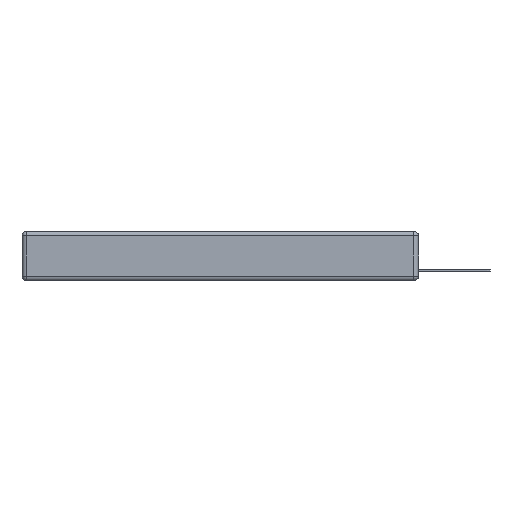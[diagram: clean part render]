
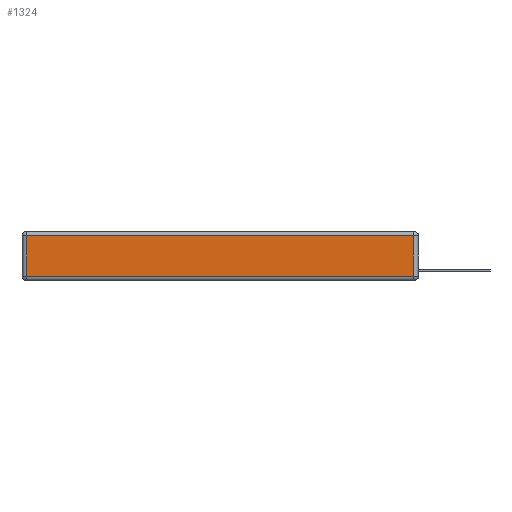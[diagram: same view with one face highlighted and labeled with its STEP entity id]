
A CAD part, left-side view. The second image highlights one B-rep face of the part: STEP entity #1324.
In plain terms, the highlighted planar face has unit normal (-1, 0, 0).
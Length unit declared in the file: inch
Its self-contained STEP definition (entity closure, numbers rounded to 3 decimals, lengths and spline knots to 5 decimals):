
#517 = LINE ( 'NONE', #3737, #11505 ) ;
#519 = LINE ( 'NONE', #3986, #6536 ) ;
#1063 = LINE ( 'NONE', #2350, #9756 ) ;
#1317 = CARTESIAN_POINT ( 'NONE',  ( 0., 2.75, -0.03 ) ) ;
#1324 = ADVANCED_FACE ( 'NONE', ( #2614 ), #8624, .T. ) ;
#1641 = VERTEX_POINT ( 'NONE', #9379 ) ;
#1838 = ORIENTED_EDGE ( 'NONE', *, *, #10695, .T. ) ;
#2154 = VERTEX_POINT ( 'NONE', #4826 ) ;
#2210 = CARTESIAN_POINT ( 'NONE',  ( 0., 0., -0.343 ) ) ;
#2350 = CARTESIAN_POINT ( 'NONE',  ( 0., 2.72, -0.343 ) ) ;
#2397 = DIRECTION ( 'NONE',  ( 0., 1., 0. ) ) ;
#2614 = FACE_OUTER_BOUND ( 'NONE', #8073, .T. ) ;
#3306 = DIRECTION ( 'NONE',  ( 0., 0., 1. ) ) ;
#3737 = CARTESIAN_POINT ( 'NONE',  ( 0., 0., -0.313 ) ) ;
#3986 = CARTESIAN_POINT ( 'NONE',  ( 0., 0.03, -0.343 ) ) ;
#4486 = CARTESIAN_POINT ( 'NONE',  ( 0., 2.72, -0.03 ) ) ;
#4826 = CARTESIAN_POINT ( 'NONE',  ( 0., 2.72, -0.313 ) ) ;
#6536 = VECTOR ( 'NONE', #7186, 39.37008 ) ;
#6862 = ORIENTED_EDGE ( 'NONE', *, *, #7212, .T. ) ;
#7186 = DIRECTION ( 'NONE',  ( 0., 0., 1. ) ) ;
#7212 = EDGE_CURVE ( 'NONE', #2154, #9647, #517, .T. ) ;
#7482 = ORIENTED_EDGE ( 'NONE', *, *, #8032, .T. ) ;
#8032 = EDGE_CURVE ( 'NONE', #9647, #1641, #519, .T. ) ;
#8073 = EDGE_LOOP ( 'NONE', ( #6862, #7482, #13448, #1838 ) ) ;
#8624 = PLANE ( 'NONE',  #10823 ) ;
#8804 = CARTESIAN_POINT ( 'NONE',  ( 0., 0.03, -0.313 ) ) ;
#8916 = LINE ( 'NONE', #1317, #11393 ) ;
#9035 = DIRECTION ( 'NONE',  ( 0., -1., 0. ) ) ;
#9379 = CARTESIAN_POINT ( 'NONE',  ( 0., 0.03, -0.03 ) ) ;
#9647 = VERTEX_POINT ( 'NONE', #8804 ) ;
#9684 = DIRECTION ( 'NONE',  ( -1., 0., 0. ) ) ;
#9756 = VECTOR ( 'NONE', #10870, 39.37008 ) ;
#10640 = EDGE_CURVE ( 'NONE', #1641, #13352, #8916, .T. ) ;
#10695 = EDGE_CURVE ( 'NONE', #13352, #2154, #1063, .T. ) ;
#10823 = AXIS2_PLACEMENT_3D ( 'NONE', #2210, #9684, #3306 ) ;
#10870 = DIRECTION ( 'NONE',  ( 0., 0., -1. ) ) ;
#11393 = VECTOR ( 'NONE', #2397, 39.37008 ) ;
#11505 = VECTOR ( 'NONE', #9035, 39.37008 ) ;
#13352 = VERTEX_POINT ( 'NONE', #4486 ) ;
#13448 = ORIENTED_EDGE ( 'NONE', *, *, #10640, .T. ) ;
